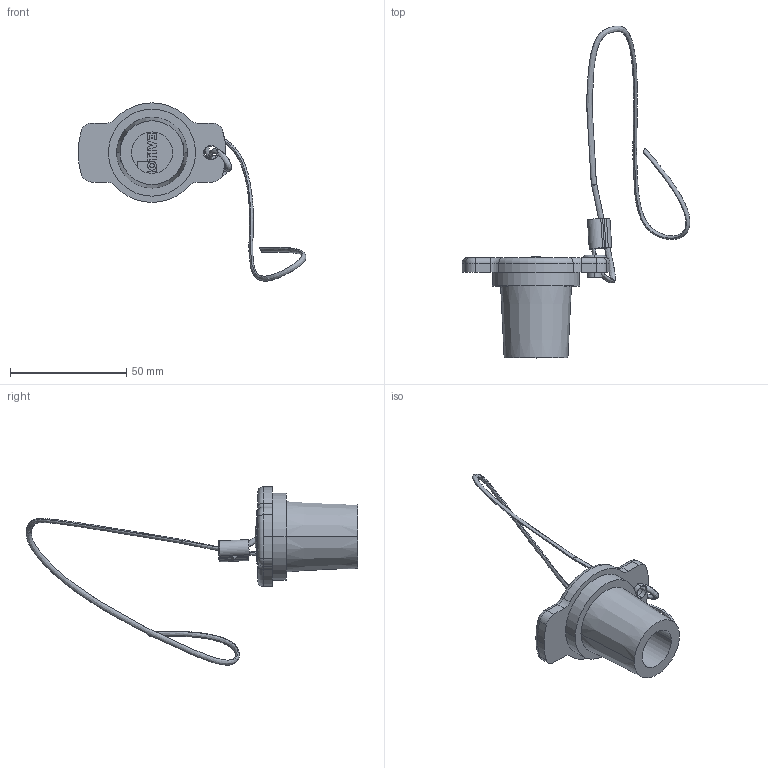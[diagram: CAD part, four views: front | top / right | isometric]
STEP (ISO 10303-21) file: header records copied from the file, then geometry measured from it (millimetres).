
FILE_DESCRIPTION (( 'STEP AP214' ), '1' );
FILE_NAME ('ORC3629-M01.STEP', '2023-08-04T15:54:20', ( '' ), ( '' ), 'SwSTEP 2.0', 'SolidWorks 2020', '' );
FILE_SCHEMA (( 'AUTOMOTIVE_DESIGN' ));
Length unit declared in the file: inch
Products named in the file (1): ORC3629-M01
Bounding box: 98.13 x 142.93 x 76.78 mm (x, y, z)
Surface area: 13026.4 mm2 (no closed solid volume)
Topology: 0 solids, 4 shells, 143 faces, 383 edges, 249 vertices
Faces by surface type: plane 66, cylinder 52, torus 19, bspline 4, cone 2
Entity records: 7386 total; most frequent: CARTESIAN_POINT 1859, DIRECTION 792, ORIENTED_EDGE 724, EDGE_CURVE 383, AXIS2_PLACEMENT_3D 285, VERTEX_POINT 249, VECTOR 222, LINE 222
